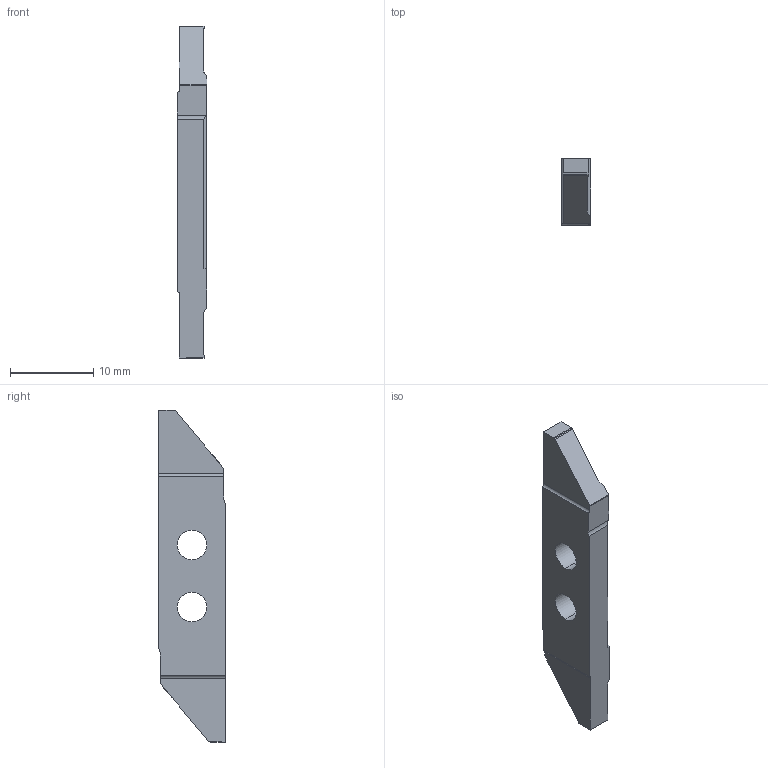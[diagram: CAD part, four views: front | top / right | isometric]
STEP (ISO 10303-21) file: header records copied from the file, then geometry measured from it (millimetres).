
FILE_DESCRIPTION (( 'STEP AP214' ), '1' );
FILE_NAME ('CUT-256-14.step', '2017-05-17T11:13:48', ( '' ), ( '' ), 'SwSTEP 2.0', 'SolidWorks 2016', '' );
FILE_SCHEMA (( 'AUTOMOTIVE_DESIGN' ));
Length unit declared in the file: millimetre
Products named in the file (1): CUT-256-14
Bounding box: 3.5 x 8 x 40 mm (x, y, z)
Volume: 853 mm3; surface area: 874.1 mm2
Topology: 1 solids, 1 shells, 36 faces, 102 edges, 68 vertices
Faces by surface type: plane 22, cylinder 14
Entity records: 1208 total; most frequent: CARTESIAN_POINT 237, ORIENTED_EDGE 204, DIRECTION 186, EDGE_CURVE 102, VECTOR 72, LINE 72, VERTEX_POINT 68, AXIS2_PLACEMENT_3D 57
